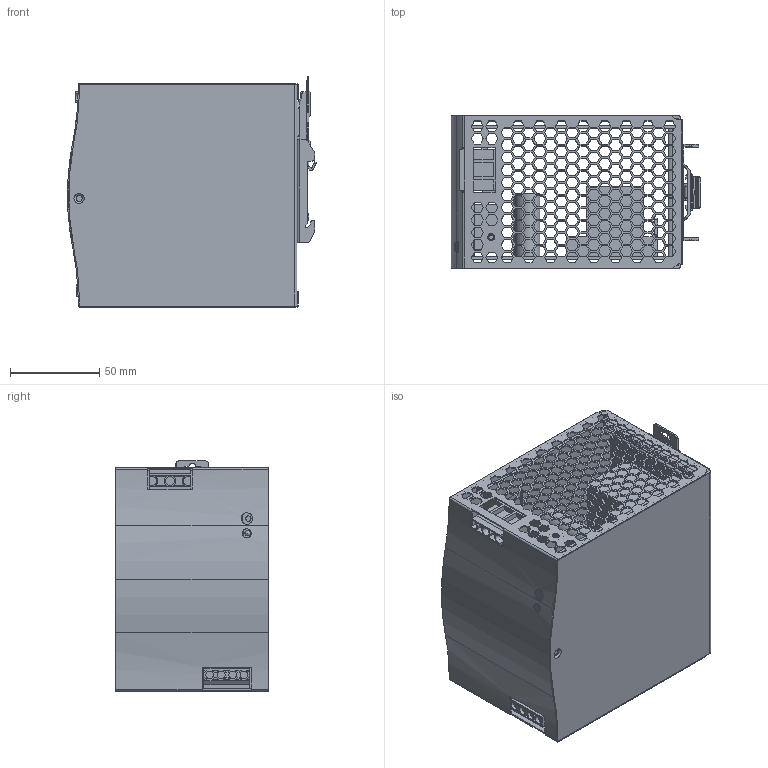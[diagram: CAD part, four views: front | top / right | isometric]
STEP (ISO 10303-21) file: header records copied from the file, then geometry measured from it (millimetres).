
FILE_DESCRIPTION(/* description */ ('Alibre Inc.'),/* implementation_level */ '2;1');
FILE_NAME(/* name */ 'export-EB103711-4548-413B-82EF-FEF7178E2A8C',/* time_stamp */ '2021-05-01T18:38:12+02:00',/* author */ (''),/* organization */ (''),/* preprocessor_version */ 'ST-DEVELOPER v17',/* originating_system */ 'Alibre',/* authorisation */ '');
FILE_SCHEMA (('AUTOMOTIVE_DESIGN'));
Length unit declared in the file: millimetre
Products named in the file (24): DDD; HS2; VR; LED; a2; PCB1; ÊUˆO; p3; ˋTˋwÊª1; ˋ°Ûy; ¤ïÊl2; ¤ïÊl; pcb2; ËÔˆO; PCB1_1; pcb3; HS2_1; ÊWˆO; 零件66; P1; P3; 掛座DRP14; NDR-480-3D
Bounding box: 139.51 x 85.5 x 128.91 mm (x, y, z)
Volume: 262422.3 mm3; surface area: 260475.3 mm2
Topology: 18 solids, 18 shells, 3186 faces, 9398 edges, 6274 vertices
Faces by surface type: plane 2810, cylinder 320, cone 51, torus 5
Full cylindrical faces by diameter (mm): 2.3 x4, 2.6 x10, 2.65 x2, 3 x3, 3.4 x16, 3.5 x10, 3.61 x2, 4 x7, 4.2 x1, 4.3 x4, 5 x1, 5.1 x1, 6.5 x1, 13.5 x5
Entity records: 104979 total; most frequent: CARTESIAN_POINT 20785, ORIENTED_EDGE 18648, DIRECTION 13444, EDGE_CURVE 9324, VECTOR 8502, LINE 8502, VERTEX_POINT 6222, EDGE_LOOP 4070
